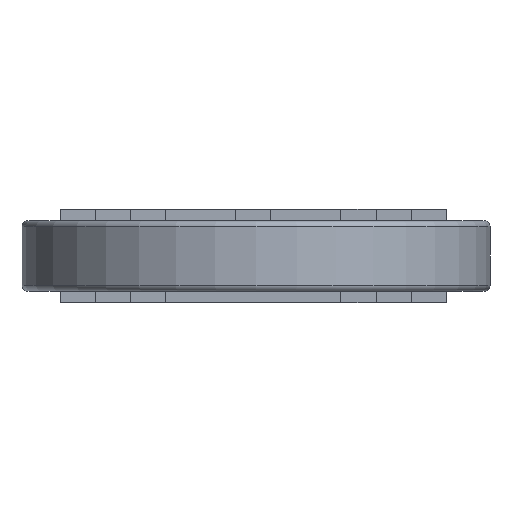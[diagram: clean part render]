
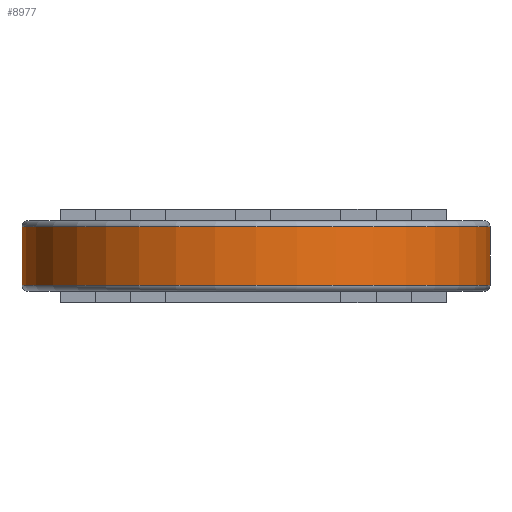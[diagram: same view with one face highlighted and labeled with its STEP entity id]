
A CAD part, front view. The second image highlights one B-rep face of the part: STEP entity #8977.
In plain terms, the highlighted cylindrical face has radius 20 mm (diameter 40 mm), a full revolution.
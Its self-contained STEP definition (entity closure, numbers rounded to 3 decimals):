
#8977 = ADVANCED_FACE('',(#8978),#8992,.T.);
#8978 = FACE_BOUND('',#8979,.F.);
#8979 = EDGE_LOOP('',(#8980,#9010,#9037,#9038));
#8980 = ORIENTED_EDGE('',*,*,#8981,.T.);
#8981 = EDGE_CURVE('',#8982,#8984,#8986,.T.);
#8982 = VERTEX_POINT('',#8983);
#8983 = CARTESIAN_POINT('',(-8.761,20.137,-2.5));
#8984 = VERTEX_POINT('',#8985);
#8985 = CARTESIAN_POINT('',(-8.761,20.137,2.5));
#8986 = SEAM_CURVE('',#8987,(#8991,#9003),.PCURVE_S1.);
#8987 = LINE('',#8988,#8989);
#8988 = CARTESIAN_POINT('',(-8.761,20.137,-3.));
#8989 = VECTOR('',#8990,1.);
#8990 = DIRECTION('',(0.,0.,1.));
#8991 = PCURVE('',#8992,#8997);
#8992 = CYLINDRICAL_SURFACE('',#8993,20.);
#8993 = AXIS2_PLACEMENT_3D('',#8994,#8995,#8996);
#8994 = CARTESIAN_POINT('',(-28.761,20.137,-3.));
#8995 = DIRECTION('',(0.,0.,-1.));
#8996 = DIRECTION('',(1.,0.,0.));
#8997 = DEFINITIONAL_REPRESENTATION('',(#8998),#9002);
#8998 = LINE('',#8999,#9000);
#8999 = CARTESIAN_POINT('',(0.,0.));
#9000 = VECTOR('',#9001,1.);
#9001 = DIRECTION('',(0.,-1.));
#9002 = ( GEOMETRIC_REPRESENTATION_CONTEXT(2) 
PARAMETRIC_REPRESENTATION_CONTEXT() REPRESENTATION_CONTEXT('2D SPACE',''
  ) );
#9003 = PCURVE('',#8992,#9004);
#9004 = DEFINITIONAL_REPRESENTATION('',(#9005),#9009);
#9005 = LINE('',#9006,#9007);
#9006 = CARTESIAN_POINT('',(-6.283,0.));
#9007 = VECTOR('',#9008,1.);
#9008 = DIRECTION('',(0.,-1.));
#9009 = ( GEOMETRIC_REPRESENTATION_CONTEXT(2) 
PARAMETRIC_REPRESENTATION_CONTEXT() REPRESENTATION_CONTEXT('2D SPACE',''
  ) );
#9010 = ORIENTED_EDGE('',*,*,#9011,.T.);
#9011 = EDGE_CURVE('',#8984,#8984,#9012,.T.);
#9012 = SURFACE_CURVE('',#9013,(#9018,#9025),.PCURVE_S1.);
#9013 = CIRCLE('',#9014,20.);
#9014 = AXIS2_PLACEMENT_3D('',#9015,#9016,#9017);
#9015 = CARTESIAN_POINT('',(-28.761,20.137,2.5));
#9016 = DIRECTION('',(0.,0.,1.));
#9017 = DIRECTION('',(1.,0.,0.));
#9018 = PCURVE('',#8992,#9019);
#9019 = DEFINITIONAL_REPRESENTATION('',(#9020),#9024);
#9020 = LINE('',#9021,#9022);
#9021 = CARTESIAN_POINT('',(0.,-5.5));
#9022 = VECTOR('',#9023,1.);
#9023 = DIRECTION('',(-1.,0.));
#9024 = ( GEOMETRIC_REPRESENTATION_CONTEXT(2) 
PARAMETRIC_REPRESENTATION_CONTEXT() REPRESENTATION_CONTEXT('2D SPACE',''
  ) );
#9025 = PCURVE('',#9026,#9031);
#9026 = TOROIDAL_SURFACE('',#9027,19.5,0.5);
#9027 = AXIS2_PLACEMENT_3D('',#9028,#9029,#9030);
#9028 = CARTESIAN_POINT('',(-28.761,20.137,2.5));
#9029 = DIRECTION('',(0.,0.,1.));
#9030 = DIRECTION('',(1.,0.,0.));
#9031 = DEFINITIONAL_REPRESENTATION('',(#9032),#9036);
#9032 = LINE('',#9033,#9034);
#9033 = CARTESIAN_POINT('',(0.,0.));
#9034 = VECTOR('',#9035,1.);
#9035 = DIRECTION('',(1.,0.));
#9036 = ( GEOMETRIC_REPRESENTATION_CONTEXT(2) 
PARAMETRIC_REPRESENTATION_CONTEXT() REPRESENTATION_CONTEXT('2D SPACE',''
  ) );
#9037 = ORIENTED_EDGE('',*,*,#8981,.F.);
#9038 = ORIENTED_EDGE('',*,*,#9039,.F.);
#9039 = EDGE_CURVE('',#8982,#8982,#9040,.T.);
#9040 = SURFACE_CURVE('',#9041,(#9046,#9053),.PCURVE_S1.);
#9041 = CIRCLE('',#9042,20.);
#9042 = AXIS2_PLACEMENT_3D('',#9043,#9044,#9045);
#9043 = CARTESIAN_POINT('',(-28.761,20.137,-2.5));
#9044 = DIRECTION('',(0.,0.,1.));
#9045 = DIRECTION('',(1.,0.,0.));
#9046 = PCURVE('',#8992,#9047);
#9047 = DEFINITIONAL_REPRESENTATION('',(#9048),#9052);
#9048 = LINE('',#9049,#9050);
#9049 = CARTESIAN_POINT('',(0.,-0.5));
#9050 = VECTOR('',#9051,1.);
#9051 = DIRECTION('',(-1.,0.));
#9052 = ( GEOMETRIC_REPRESENTATION_CONTEXT(2) 
PARAMETRIC_REPRESENTATION_CONTEXT() REPRESENTATION_CONTEXT('2D SPACE',''
  ) );
#9053 = PCURVE('',#9054,#9059);
#9054 = TOROIDAL_SURFACE('',#9055,19.5,0.5);
#9055 = AXIS2_PLACEMENT_3D('',#9056,#9057,#9058);
#9056 = CARTESIAN_POINT('',(-28.761,20.137,-2.5));
#9057 = DIRECTION('',(0.,0.,-1.));
#9058 = DIRECTION('',(1.,0.,0.));
#9059 = DEFINITIONAL_REPRESENTATION('',(#9060),#9064);
#9060 = LINE('',#9061,#9062);
#9061 = CARTESIAN_POINT('',(0.,0.));
#9062 = VECTOR('',#9063,1.);
#9063 = DIRECTION('',(-1.,0.));
#9064 = ( GEOMETRIC_REPRESENTATION_CONTEXT(2) 
PARAMETRIC_REPRESENTATION_CONTEXT() REPRESENTATION_CONTEXT('2D SPACE',''
  ) );
